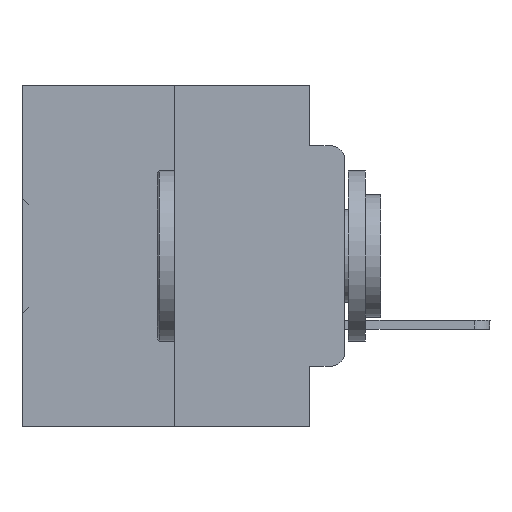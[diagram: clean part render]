
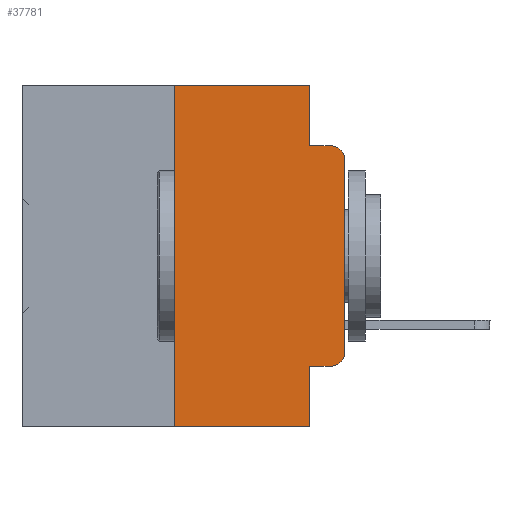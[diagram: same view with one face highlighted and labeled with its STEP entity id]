
A CAD part, left-side view. The second image highlights one B-rep face of the part: STEP entity #37781.
In plain terms, the highlighted planar face has unit normal (-1, 0, 0).
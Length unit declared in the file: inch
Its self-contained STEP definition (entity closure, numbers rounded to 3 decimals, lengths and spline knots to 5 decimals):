
#1290 = LINE ( 'NONE', #15446, #6311 ) ;
#1660 = CARTESIAN_POINT ( 'NONE',  ( 0., 0.25, -0.5 ) ) ;
#2513 = VECTOR ( 'NONE', #28465, 39.37008 ) ;
#2533 = PLANE ( 'NONE',  #7247 ) ;
#2656 = CARTESIAN_POINT ( 'NONE',  ( 0., 0.473, 0. ) ) ;
#2878 = DIRECTION ( 'NONE',  ( 0., -1., 0. ) ) ;
#3088 = ORIENTED_EDGE ( 'NONE', *, *, #34932, .T. ) ;
#3100 = EDGE_CURVE ( 'NONE', #35330, #7730, #21946, .T. ) ;
#3419 = ORIENTED_EDGE ( 'NONE', *, *, #5760, .T. ) ;
#3688 = AXIS2_PLACEMENT_3D ( 'NONE', #15044, #14574, #37768 ) ;
#3992 = ORIENTED_EDGE ( 'NONE', *, *, #9762, .F. ) ;
#4015 = LINE ( 'NONE', #14065, #10374 ) ;
#4518 = VECTOR ( 'NONE', #7804, 39.37008 ) ;
#5068 = ORIENTED_EDGE ( 'NONE', *, *, #3100, .T. ) ;
#5203 = CARTESIAN_POINT ( 'NONE',  ( 0., 0.02, -0.3915 ) ) ;
#5760 = EDGE_CURVE ( 'NONE', #35794, #35330, #34521, .T. ) ;
#5925 = EDGE_LOOP ( 'NONE', ( #3419, #5068, #3992, #6202, #9073, #30611, #3088, #19742, #10089, #24415 ) ) ;
#6066 = VERTEX_POINT ( 'NONE', #17014 ) ;
#6202 = ORIENTED_EDGE ( 'NONE', *, *, #22135, .F. ) ;
#6311 = VECTOR ( 'NONE', #35792, 39.37008 ) ;
#7143 = LINE ( 'NONE', #17609, #14002 ) ;
#7247 = AXIS2_PLACEMENT_3D ( 'NONE', #2656, #34597, #31815 ) ;
#7541 = CARTESIAN_POINT ( 'NONE',  ( 0., 0.051, -0.0885 ) ) ;
#7617 = CARTESIAN_POINT ( 'NONE',  ( 0., 0.25, 0. ) ) ;
#7730 = VERTEX_POINT ( 'NONE', #35652 ) ;
#7804 = DIRECTION ( 'NONE',  ( 0., -1., 0. ) ) ;
#8247 = DIRECTION ( 'NONE',  ( 0., 0., -1. ) ) ;
#8481 = VECTOR ( 'NONE', #20667, 39.37008 ) ;
#9073 = ORIENTED_EDGE ( 'NONE', *, *, #12376, .F. ) ;
#9279 = VERTEX_POINT ( 'NONE', #37131 ) ;
#9560 = VERTEX_POINT ( 'NONE', #1660 ) ;
#9762 = EDGE_CURVE ( 'NONE', #36309, #7730, #14123, .T. ) ;
#9926 = VERTEX_POINT ( 'NONE', #9961 ) ;
#9961 = CARTESIAN_POINT ( 'NONE',  ( 0., 0.051, -0.4115 ) ) ;
#10068 = VERTEX_POINT ( 'NONE', #7617 ) ;
#10089 = ORIENTED_EDGE ( 'NONE', *, *, #15585, .T. ) ;
#10374 = VECTOR ( 'NONE', #34435, 39.37008 ) ;
#11138 = CARTESIAN_POINT ( 'NONE',  ( 0., 0.473, 0. ) ) ;
#12282 = CIRCLE ( 'NONE', #22132, 0.02 ) ;
#12376 = EDGE_CURVE ( 'NONE', #10068, #9279, #23846, .T. ) ;
#13184 = DIRECTION ( 'NONE',  ( 0., -1., 0. ) ) ;
#13484 = VECTOR ( 'NONE', #13184, 39.37008 ) ;
#13758 = FACE_OUTER_BOUND ( 'NONE', #5925, .T. ) ;
#14002 = VECTOR ( 'NONE', #2878, 39.37008 ) ;
#14065 = CARTESIAN_POINT ( 'NONE',  ( 0., 0.051, 0. ) ) ;
#14123 = LINE ( 'NONE', #7541, #4518 ) ;
#14574 = DIRECTION ( 'NONE',  ( -1., 0., 0. ) ) ;
#15044 = CARTESIAN_POINT ( 'NONE',  ( 0., 0.02, -0.1085 ) ) ;
#15446 = CARTESIAN_POINT ( 'NONE',  ( 0., 0.25, 0. ) ) ;
#15513 = EDGE_CURVE ( 'NONE', #9926, #6066, #35268, .T. ) ;
#15585 = EDGE_CURVE ( 'NONE', #9926, #36620, #20322, .T. ) ;
#17014 = CARTESIAN_POINT ( 'NONE',  ( 0., 0.051, -0.5 ) ) ;
#17609 = CARTESIAN_POINT ( 'NONE',  ( 0., 0.473, -0.5 ) ) ;
#17975 = EDGE_CURVE ( 'NONE', #36620, #35794, #12282, .T. ) ;
#19719 = DIRECTION ( 'NONE',  ( -1., 0., 0. ) ) ;
#19742 = ORIENTED_EDGE ( 'NONE', *, *, #15513, .F. ) ;
#20322 = LINE ( 'NONE', #30361, #13484 ) ;
#20667 = DIRECTION ( 'NONE',  ( 0., 0., -1. ) ) ;
#21671 = EDGE_CURVE ( 'NONE', #9560, #10068, #1290, .T. ) ;
#21946 = CIRCLE ( 'NONE', #3688, 0.02 ) ;
#22132 = AXIS2_PLACEMENT_3D ( 'NONE', #5203, #19719, #8247 ) ;
#22135 = EDGE_CURVE ( 'NONE', #9279, #36309, #4015, .T. ) ;
#23341 = CARTESIAN_POINT ( 'NONE',  ( 0., 0.051, 0. ) ) ;
#23846 = LINE ( 'NONE', #11138, #2513 ) ;
#24415 = ORIENTED_EDGE ( 'NONE', *, *, #17975, .T. ) ;
#25535 = CARTESIAN_POINT ( 'NONE',  ( 0., 0.02, -0.4115 ) ) ;
#26705 = DIRECTION ( 'NONE',  ( 0., 0., 1. ) ) ;
#27034 = CARTESIAN_POINT ( 'NONE',  ( 0., 0.051, -0.0885 ) ) ;
#28117 = VECTOR ( 'NONE', #26705, 39.37008 ) ;
#28465 = DIRECTION ( 'NONE',  ( 0., -1., 0. ) ) ;
#30361 = CARTESIAN_POINT ( 'NONE',  ( 0., 0.051, -0.4115 ) ) ;
#30611 = ORIENTED_EDGE ( 'NONE', *, *, #21671, .F. ) ;
#31815 = DIRECTION ( 'NONE',  ( 0., 0., -1. ) ) ;
#34435 = DIRECTION ( 'NONE',  ( 0., 0., -1. ) ) ;
#34521 = LINE ( 'NONE', #35217, #28117 ) ;
#34597 = DIRECTION ( 'NONE',  ( 1., 0., 0. ) ) ;
#34932 = EDGE_CURVE ( 'NONE', #9560, #6066, #7143, .T. ) ;
#35217 = CARTESIAN_POINT ( 'NONE',  ( 0., 0., 0. ) ) ;
#35268 = LINE ( 'NONE', #23341, #8481 ) ;
#35330 = VERTEX_POINT ( 'NONE', #37221 ) ;
#35652 = CARTESIAN_POINT ( 'NONE',  ( 0., 0.02, -0.0885 ) ) ;
#35792 = DIRECTION ( 'NONE',  ( 0., 0., 1. ) ) ;
#35794 = VERTEX_POINT ( 'NONE', #35985 ) ;
#35985 = CARTESIAN_POINT ( 'NONE',  ( 0., 0., -0.3915 ) ) ;
#36309 = VERTEX_POINT ( 'NONE', #27034 ) ;
#36620 = VERTEX_POINT ( 'NONE', #25535 ) ;
#37131 = CARTESIAN_POINT ( 'NONE',  ( 0., 0.051, 0. ) ) ;
#37221 = CARTESIAN_POINT ( 'NONE',  ( 0., 0., -0.1085 ) ) ;
#37768 = DIRECTION ( 'NONE',  ( 0., 0., -1. ) ) ;
#37781 = ADVANCED_FACE ( 'NONE', ( #13758 ), #2533, .F. ) ;
